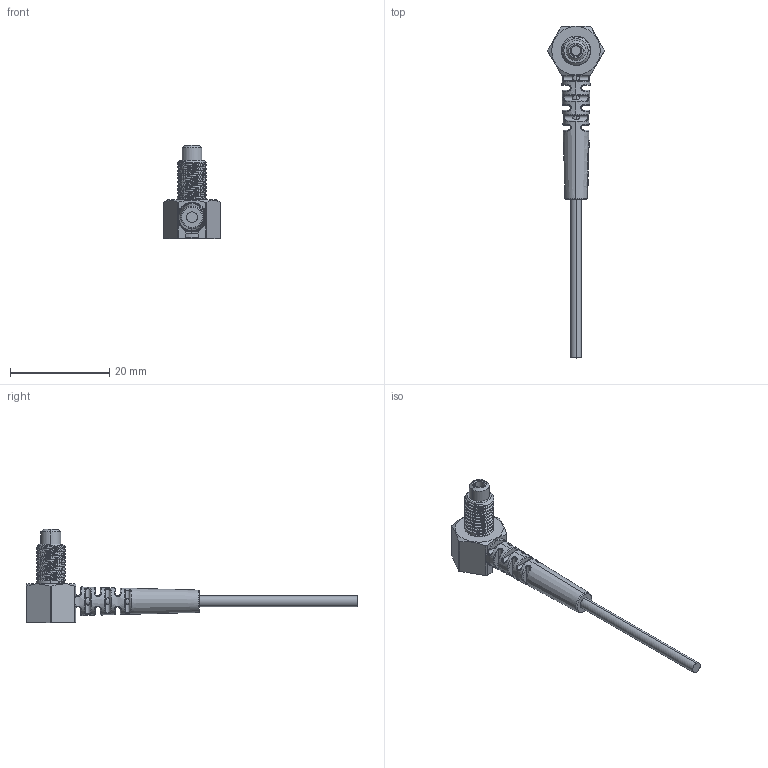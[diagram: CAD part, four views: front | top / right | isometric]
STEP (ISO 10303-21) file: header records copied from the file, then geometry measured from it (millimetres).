
FILE_DESCRIPTION((''),'2;1');
FILE_NAME('PTC6Y10TZ_ASM','2020-06-10T15:55:33',('Administrator'),(''),'CREO PARAMETRIC BY PTC INC, 2018400','CREO PARAMETRIC BY PTC INC, 2018400','');
FILE_SCHEMA(('AUTOMOTIVE_DESIGN { 1 0 10303 214 1 1 1 1 }'));
Length unit declared in the file: millimetre
Products named in the file (5): M6-90__0; 22XIAN_DAN__; PTM6___; M6DANXIAN___ASM; PTC6Y10TZ_ASM
Assembly tree (4 placements, depth 3):
  PTC6Y10TZ_ASM
    M6-90__0
    M6DANXIAN___ASM
      22XIAN_DAN__
      PTM6___
Bounding box: 11.45 x 67 x 18.8 mm (x, y, z)
Volume: 1194.4 mm3; surface area: 2166.8 mm2
Topology: 4 solids, 4 shells, 260 faces, 672 edges, 428 vertices
Faces by surface type: cylinder 56, bspline 51, plane 49, extrusion 48, torus 34, cone 22
Entity records: 17878 total; most frequent: CARTESIAN_POINT 10399, ORIENTED_EDGE 1344, DIRECTION 968, EDGE_CURVE 672, PRESENTATION_STYLE_ASSIGNMENT 476, STYLED_ITEM 476, CURVE_STYLE 474, VERTEX_POINT 428
